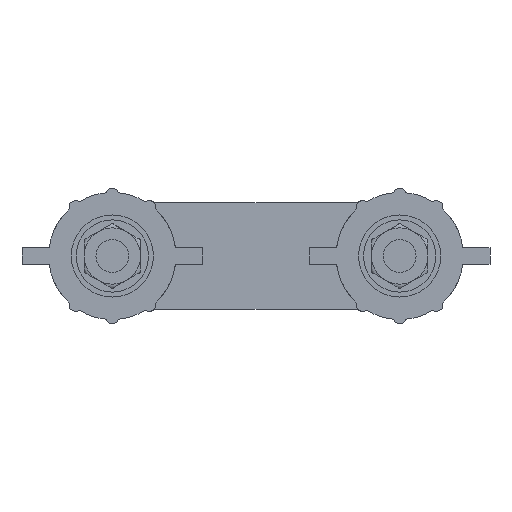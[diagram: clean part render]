
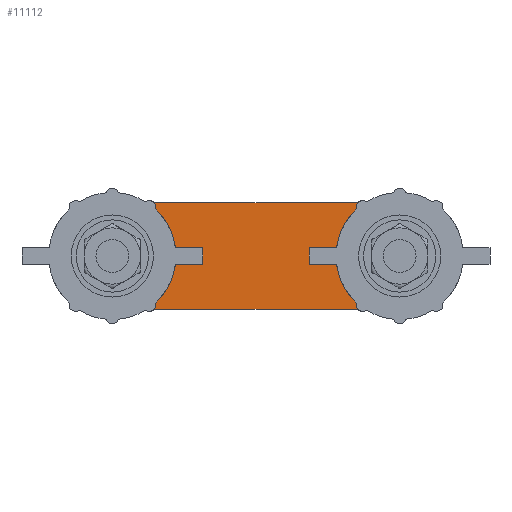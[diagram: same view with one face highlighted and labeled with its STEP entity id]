
A CAD part, front view. The second image highlights one B-rep face of the part: STEP entity #11112.
In plain terms, the highlighted planar face has unit normal (0, -1, 0).
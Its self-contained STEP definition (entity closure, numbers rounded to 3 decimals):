
#1401=DIRECTION('',(-1.,0.,0.));
#1402=VECTOR('',#1401,24.882);
#1403=CARTESIAN_POINT('',(12.441,-3.,6.5));
#1404=LINE('',#1403,#1402);
#1483=CARTESIAN_POINT('',(-17.5,-3.,0.));
#1484=DIRECTION('',(0.,1.,0.));
#1485=DIRECTION('',(0.672,0.,0.741));
#1486=AXIS2_PLACEMENT_3D('',#1483,#1484,#1485);
#1488=CARTESIAN_POINT('',(-13.,-3.,6.));
#1489=DIRECTION('',(0.,1.,0.));
#1490=DIRECTION('',(0.745,0.,0.667));
#1491=AXIS2_PLACEMENT_3D('',#1488,#1489,#1490);
#1493=CARTESIAN_POINT('',(13.,-3.,6.));
#1494=DIRECTION('',(0.,-1.,0.));
#1495=DIRECTION('',(-0.745,0.,0.667));
#1496=AXIS2_PLACEMENT_3D('',#1493,#1494,#1495);
#1498=CARTESIAN_POINT('',(17.5,-3.,0.));
#1499=DIRECTION('',(0.,-1.,0.));
#1500=DIRECTION('',(-0.672,0.,0.741));
#1501=AXIS2_PLACEMENT_3D('',#1498,#1499,#1500);
#1503=CARTESIAN_POINT('',(13.,-3.,-6.));
#1504=DIRECTION('',(0.,-1.,0.));
#1505=DIRECTION('',(-0.939,0.,0.343));
#1506=AXIS2_PLACEMENT_3D('',#1503,#1504,#1505);
#1508=CARTESIAN_POINT('',(-13.,-3.,-6.));
#1509=DIRECTION('',(0.,-1.,0.));
#1510=DIRECTION('',(0.745,0.,-0.667));
#1511=AXIS2_PLACEMENT_3D('',#1508,#1509,#1510);
#4871=DIRECTION('',(1.,0.,0.));
#4872=VECTOR('',#4871,24.882);
#4873=CARTESIAN_POINT('',(-12.441,-3.,-6.5));
#4874=LINE('',#4873,#4872);
#9581=CARTESIAN_POINT('',(12.296,-3.,5.743));
#9582=CARTESIAN_POINT('',(12.296,-3.,-5.743));
#9583=VERTEX_POINT('',#9581);
#9584=VERTEX_POINT('',#9582);
#9585=CARTESIAN_POINT('',(12.441,-3.,-6.5));
#9586=VERTEX_POINT('',#9585);
#9587=CARTESIAN_POINT('',(12.441,-3.,6.5));
#9588=VERTEX_POINT('',#9587);
#9595=CARTESIAN_POINT('',(-12.296,-3.,5.743));
#9596=CARTESIAN_POINT('',(-12.296,-3.,-5.743));
#9597=VERTEX_POINT('',#9595);
#9598=VERTEX_POINT('',#9596);
#9599=CARTESIAN_POINT('',(-12.441,-3.,6.5));
#9600=VERTEX_POINT('',#9599);
#9601=CARTESIAN_POINT('',(-12.441,-3.,-6.5));
#9602=VERTEX_POINT('',#9601);
#11091=CARTESIAN_POINT('',(0.,-3.,0.));
#11092=DIRECTION('',(0.,1.,0.));
#11093=DIRECTION('',(-1.,0.,0.));
#11094=AXIS2_PLACEMENT_3D('',#11091,#11092,#11093);
#11095=PLANE('',#11094);
#11097=ORIENTED_EDGE('',*,*,#11096,.F.);
#11098=ORIENTED_EDGE('',*,*,#11079,.F.);
#11099=ORIENTED_EDGE('',*,*,#11026,.F.);
#11101=ORIENTED_EDGE('',*,*,#11100,.T.);
#11103=ORIENTED_EDGE('',*,*,#11102,.T.);
#11105=ORIENTED_EDGE('',*,*,#11104,.T.);
#11107=ORIENTED_EDGE('',*,*,#11106,.F.);
#11109=ORIENTED_EDGE('',*,*,#11108,.T.);
#11110=EDGE_LOOP('',(#11097,#11098,#11099,#11101,#11103,#11105,#11107,#11109));
#11111=FACE_OUTER_BOUND('',#11110,.F.);
#1487=CIRCLE('',#1486,7.75);
#1492=CIRCLE('',#1491,0.75);
#1497=CIRCLE('',#1496,0.75);
#1502=CIRCLE('',#1501,7.75);
#1507=CIRCLE('',#1506,0.75);
#1512=CIRCLE('',#1511,0.75);
#11026=EDGE_CURVE('',#9588,#9600,#1404,.T.);
#11079=EDGE_CURVE('',#9600,#9597,#1492,.T.);
#11096=EDGE_CURVE('',#9597,#9598,#1487,.T.);
#11100=EDGE_CURVE('',#9588,#9583,#1497,.T.);
#11102=EDGE_CURVE('',#9583,#9584,#1502,.T.);
#11104=EDGE_CURVE('',#9584,#9586,#1507,.T.);
#11106=EDGE_CURVE('',#9602,#9586,#4874,.T.);
#11108=EDGE_CURVE('',#9602,#9598,#1512,.T.);
#11112=ADVANCED_FACE('',(#11111),#11095,.F.);
